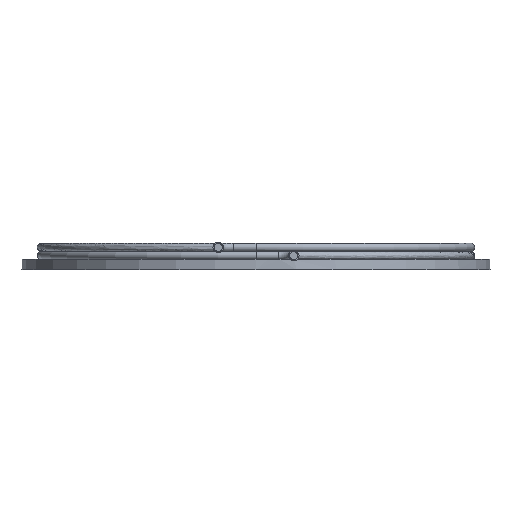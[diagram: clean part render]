
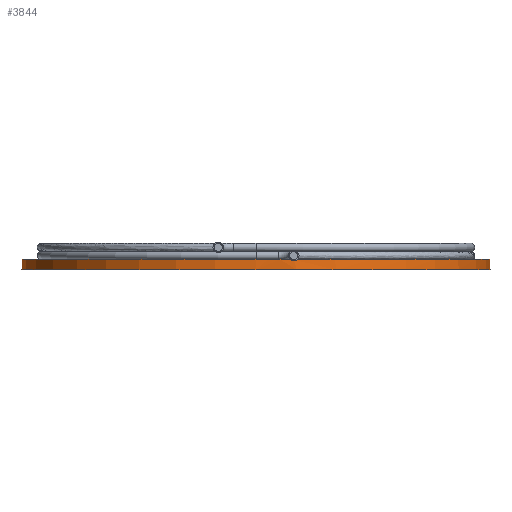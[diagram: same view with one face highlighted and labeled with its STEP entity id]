
A CAD part, front view. The second image highlights one B-rep face of the part: STEP entity #3844.
In plain terms, the highlighted cylindrical face has radius 15.5 mm (diameter 31 mm), a full revolution.
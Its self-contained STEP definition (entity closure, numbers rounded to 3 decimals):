
#52=CYLINDRICAL_SURFACE('',#4026,15.5);
#93=CIRCLE('',#3912,15.5);
#118=CIRCLE('',#3937,15.5);
#119=CIRCLE('',#4025,15.5);
#972=ORIENTED_EDGE('',*,*,#1514,.F.);
#973=ORIENTED_EDGE('',*,*,#1291,.T.);
#974=ORIENTED_EDGE('',*,*,#1341,.T.);
#975=ORIENTED_EDGE('',*,*,#1513,.F.);
#1291=EDGE_CURVE('',#1690,#1691,#93,.T.);
#1341=EDGE_CURVE('',#1691,#1740,#118,.T.);
#1513=EDGE_CURVE('',#1827,#1827,#119,.T.);
#1514=EDGE_CURVE('',#1690,#1740,#2042,.T.);
#1690=VERTEX_POINT('',#4967);
#1691=VERTEX_POINT('',#4968);
#1740=VERTEX_POINT('',#5205);
#1827=VERTEX_POINT('',#5999);
#2042=B_SPLINE_CURVE_WITH_KNOTS('',3,(#6001,#6002,#6003,#6004),
 .UNSPECIFIED.,.F.,.F.,(4,4),(0.001,0.001),
 .UNSPECIFIED.);
#2220=EDGE_LOOP('',(#972,#973,#974));
#2221=EDGE_LOOP('',(#975));
#2430=FACE_BOUND('',#2220,.T.);
#2431=FACE_BOUND('',#2221,.T.);
#3844=ADVANCED_FACE('',(#2430,#2431),#52,.T.);
#3912=AXIS2_PLACEMENT_3D('',#4966,#4121,#4122);
#3937=AXIS2_PLACEMENT_3D('',#5206,#4175,#4176);
#4025=AXIS2_PLACEMENT_3D('',#5998,#4453,#4454);
#4026=AXIS2_PLACEMENT_3D('',#6000,#4455,#4456);
#4121=DIRECTION('',(0.,0.,-1.));
#4122=DIRECTION('',(1.,0.,0.));
#4175=DIRECTION('',(0.,0.,-1.));
#4176=DIRECTION('',(1.,0.,0.));
#4453=DIRECTION('',(0.,0.,-1.));
#4454=DIRECTION('',(1.,0.,0.));
#4455=DIRECTION('',(0.,0.,1.));
#4456=DIRECTION('',(1.,0.,0.));
#4966=CARTESIAN_POINT('',(0.,0.,0.));
#4967=CARTESIAN_POINT('',(15.317,2.378,0.));
#4968=CARTESIAN_POINT('',(15.5,0.,0.));
#5205=CARTESIAN_POINT('',(15.277,2.622,0.));
#5206=CARTESIAN_POINT('',(0.,0.,0.));
#5998=CARTESIAN_POINT('',(0.,0.,-0.7));
#5999=CARTESIAN_POINT('',(15.5,0.,-0.7));
#6000=CARTESIAN_POINT('',(0.,0.,-0.7));
#6001=CARTESIAN_POINT('',(15.317,2.378,0.));
#6002=CARTESIAN_POINT('',(15.305,2.454,-0.039));
#6003=CARTESIAN_POINT('',(15.29,2.547,-0.038));
#6004=CARTESIAN_POINT('',(15.277,2.622,0.));
